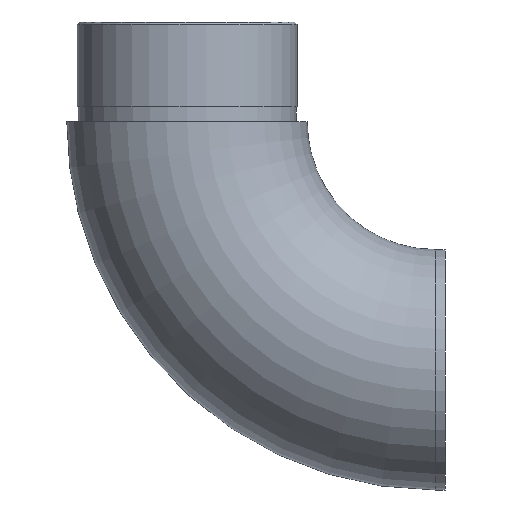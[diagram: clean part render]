
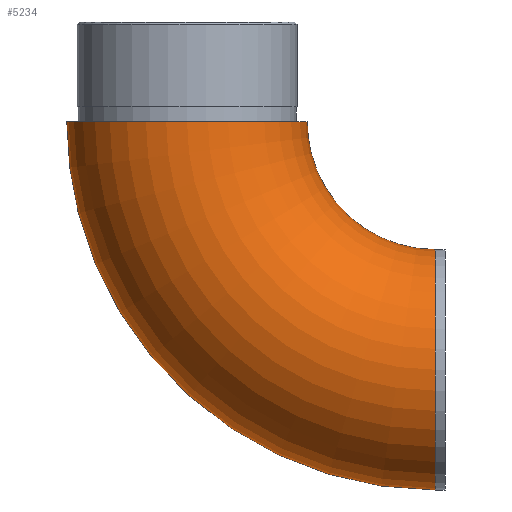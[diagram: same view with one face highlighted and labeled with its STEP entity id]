
A CAD part, left-side view. The second image highlights one B-rep face of the part: STEP entity #5234.
In plain terms, the highlighted toroidal (fillet/blend) face has major radius 49.85 mm and minor radius 24.15 mm.
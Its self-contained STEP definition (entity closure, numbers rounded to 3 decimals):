
#508 = EDGE_LOOP ( 'NONE', ( #6540 ) ) ;
#593 = DIRECTION ( 'NONE',  ( 0., 1., 0. ) ) ;
#1148 = CARTESIAN_POINT ( 'NONE',  ( 0., 2., 24.15 ) ) ;
#2046 = EDGE_CURVE ( 'NONE', #8747, #8747, #6942, .T. ) ;
#2173 = DIRECTION ( 'NONE',  ( 0., 0., -1. ) ) ;
#2221 = AXIS2_PLACEMENT_3D ( 'NONE', #2364, #7158, #9226 ) ;
#2251 = AXIS2_PLACEMENT_3D ( 'NONE', #4530, #593, #2602 ) ;
#2364 = CARTESIAN_POINT ( 'NONE',  ( 0., 51.85, 49.85 ) ) ;
#2602 = DIRECTION ( 'NONE',  ( 0., 0., 1. ) ) ;
#2937 = CIRCLE ( 'NONE', #2221, 24.15 ) ;
#3562 = FACE_OUTER_BOUND ( 'NONE', #4680, .T. ) ;
#3925 = CARTESIAN_POINT ( 'NONE',  ( 0., 27.7, 49.85 ) ) ;
#4530 = CARTESIAN_POINT ( 'NONE',  ( 0., 2., 0. ) ) ;
#4680 = EDGE_LOOP ( 'NONE', ( #6958 ) ) ;
#4979 = AXIS2_PLACEMENT_3D ( 'NONE', #8080, #10942, #2173 ) ;
#5234 = ADVANCED_FACE ( 'NONE', ( #3562, #6303 ), #5999, .T. ) ;
#5999 = TOROIDAL_SURFACE ( 'NONE', #4979, 49.85, 24.15 ) ;
#6303 = FACE_OUTER_BOUND ( 'NONE', #508, .T. ) ;
#6540 = ORIENTED_EDGE ( 'NONE', *, *, #12624, .F. ) ;
#6942 = CIRCLE ( 'NONE', #2251, 24.15 ) ;
#6958 = ORIENTED_EDGE ( 'NONE', *, *, #2046, .T. ) ;
#7158 = DIRECTION ( 'NONE',  ( 0., 0., 1. ) ) ;
#8080 = CARTESIAN_POINT ( 'NONE',  ( 0., 2., 49.85 ) ) ;
#8599 = VERTEX_POINT ( 'NONE', #3925 ) ;
#8747 = VERTEX_POINT ( 'NONE', #1148 ) ;
#9226 = DIRECTION ( 'NONE',  ( 0., -1., 0. ) ) ;
#10942 = DIRECTION ( 'NONE',  ( 1., 0., 0. ) ) ;
#12624 = EDGE_CURVE ( 'NONE', #8599, #8599, #2937, .T. ) ;
